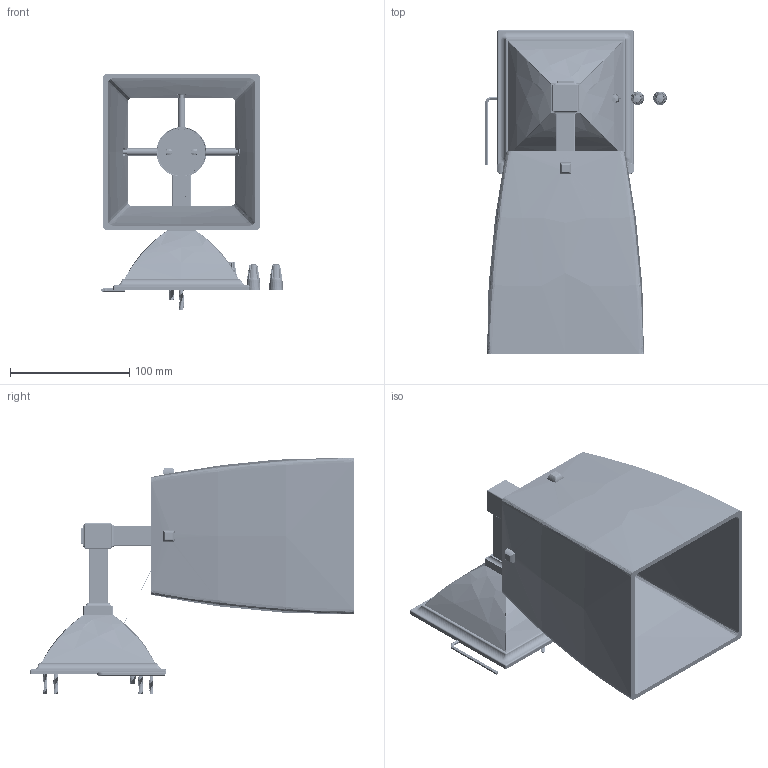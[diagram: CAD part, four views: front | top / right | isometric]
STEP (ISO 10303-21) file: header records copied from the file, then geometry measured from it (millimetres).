
FILE_DESCRIPTION((''),'2;1');
FILE_NAME('1881D_ASM','2010-10-05T',('project'),(''),'PRO/ENGINEER BY PARAMETRIC TECHNOLOGY CORPORATION, 2009300','PRO/ENGINEER BY PARAMETRIC TECHNOLOGY CORPORATION, 2009300','');
FILE_SCHEMA(('CONFIG_CONTROL_DESIGN'));
Length unit declared in the file: inch
Products named in the file (29): 1881-B; 92322; 92096; 92294; 92118; 10888; 92319; 1881-CB_ASM; 80433; 92308; 1882-R; 1882-RN; 80429; 80436; 80431; 91482; 1881D-HAS_ASM; 0281-LC; 1881-LA; 1881D-BA_ASM; ML7-20; 1882D-G-SO; 98006; 98079; 98012; 98101; 98113; 92389; 1881D_ASM
Assembly tree (39 placements, depth 4):
  1881D_ASM
    1881-B
    1881-CB_ASM
      92322
      92096  x2
      92294  x2
      92118  x3
      10888
      92319
    1881D-BA_ASM
      80433
      92308
      1882-R
      1882-RN
      1881D-HAS_ASM
        80429
        80436  x3
        80431  x3
        91482  x3
      0281-LC
      1881-LA
    ML7-20
    1882D-G-SO
    98006
    98079
    98012
    98101
    98113
    92389  x2
Bounding box: 152.5 x 271.7 x 198.91 mm (x, y, z)
Volume: 426253.8 mm3; surface area: 317208.9 mm2
Topology: 36 solids, 56 shells, 4162 faces, 11542 edges, 7612 vertices
Faces by surface type: plane 2380, cylinder 1136, bspline 354, cone 172, torus 74, sphere 46
Entity records: 168180 total; most frequent: CARTESIAN_POINT 83869, ORIENTED_EDGE 18717, DIRECTION 14962, EDGE_CURVE 9414, VECTOR 6850, LINE 6850, VERTEX_POINT 6224, AXIS2_PLACEMENT_3D 4056
